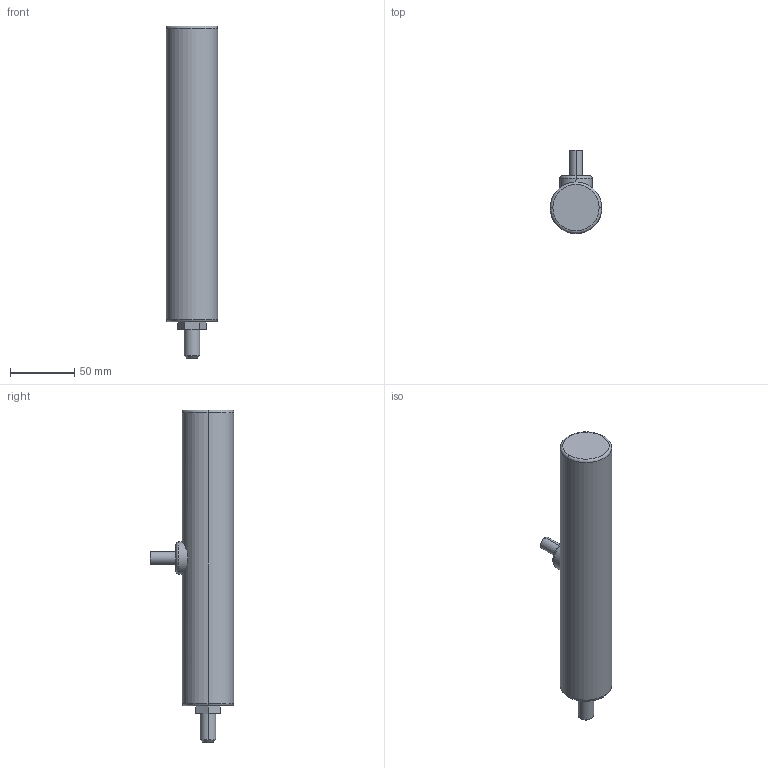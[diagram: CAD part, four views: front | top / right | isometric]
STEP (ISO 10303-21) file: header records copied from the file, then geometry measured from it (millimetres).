
FILE_DESCRIPTION (( 'STEP AP203' ), '1' );
FILE_NAME ('ﾍﾏﾓ-6(10).STEP', '2022-08-01T03:55:49', ( '' ), ( '' ), 'SwSTEP 2.0', 'SolidWorks 2010', '' );
FILE_SCHEMA (( 'CONFIG_CONTROL_DESIGN' ));
Length unit declared in the file: millimetre
Products named in the file (1): ﾍﾏﾓ-6(10)
Bounding box: 40 x 65 x 258 mm (x, y, z)
Surface area: 33571.4 mm2 (no closed solid volume)
Topology: 0 solids, 4 shells, 30 faces, 68 edges, 46 vertices
Faces by surface type: plane 14, cylinder 8, torus 6, cone 2
Entity records: 1024 total; most frequent: CARTESIAN_POINT 243, DIRECTION 166, ORIENTED_EDGE 120, AXIS2_PLACEMENT_3D 69, EDGE_CURVE 68, VERTEX_POINT 46, CIRCLE 38, EDGE_LOOP 36
